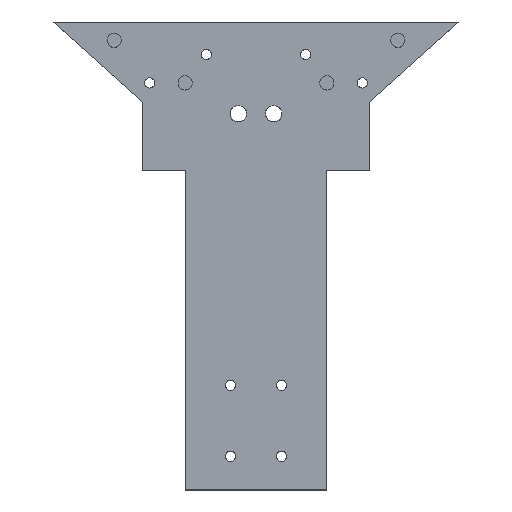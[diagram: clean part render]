
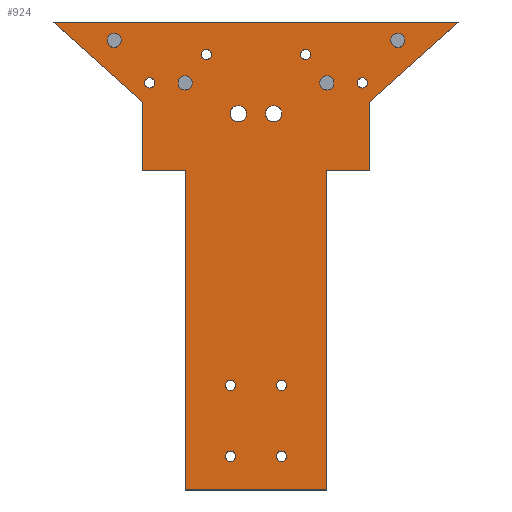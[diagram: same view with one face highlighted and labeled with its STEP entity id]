
A CAD part, top view. The second image highlights one B-rep face of the part: STEP entity #924.
In plain terms, the highlighted planar face has unit normal (0, 0, 1).
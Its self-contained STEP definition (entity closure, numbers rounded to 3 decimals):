
#33=LINE('',#1411,#102);
#39=LINE('',#1423,#108);
#42=LINE('',#1429,#111);
#47=LINE('',#1439,#116);
#51=LINE('',#1447,#120);
#55=LINE('',#1456,#124);
#57=LINE('',#1471,#126);
#58=LINE('',#1473,#127);
#59=LINE('',#1475,#128);
#60=LINE('',#1477,#129);
#102=VECTOR('',#1140,1000.);
#108=VECTOR('',#1148,1000.);
#111=VECTOR('',#1153,1000.);
#116=VECTOR('',#1160,1000.);
#120=VECTOR('',#1166,1000.);
#124=VECTOR('',#1172,1000.);
#126=VECTOR('',#1188,1000.);
#127=VECTOR('',#1189,1000.);
#128=VECTOR('',#1190,1000.);
#129=VECTOR('',#1191,1000.);
#174=PLANE('',#1012);
#253=ORIENTED_EDGE('',*,*,#437,.F.);
#254=ORIENTED_EDGE('',*,*,#435,.F.);
#255=ORIENTED_EDGE('',*,*,#433,.F.);
#256=ORIENTED_EDGE('',*,*,#431,.F.);
#257=ORIENTED_EDGE('',*,*,#474,.T.);
#258=ORIENTED_EDGE('',*,*,#475,.T.);
#259=ORIENTED_EDGE('',*,*,#445,.F.);
#260=ORIENTED_EDGE('',*,*,#443,.F.);
#261=ORIENTED_EDGE('',*,*,#441,.F.);
#262=ORIENTED_EDGE('',*,*,#439,.F.);
#263=ORIENTED_EDGE('',*,*,#476,.T.);
#264=ORIENTED_EDGE('',*,*,#477,.T.);
#265=ORIENTED_EDGE('',*,*,#478,.T.);
#266=ORIENTED_EDGE('',*,*,#479,.T.);
#267=ORIENTED_EDGE('',*,*,#472,.T.);
#268=ORIENTED_EDGE('',*,*,#480,.T.);
#269=ORIENTED_EDGE('',*,*,#481,.T.);
#270=ORIENTED_EDGE('',*,*,#482,.T.);
#271=ORIENTED_EDGE('',*,*,#483,.T.);
#272=ORIENTED_EDGE('',*,*,#450,.T.);
#273=ORIENTED_EDGE('',*,*,#456,.T.);
#274=ORIENTED_EDGE('',*,*,#459,.T.);
#275=ORIENTED_EDGE('',*,*,#464,.T.);
#276=ORIENTED_EDGE('',*,*,#468,.T.);
#431=EDGE_CURVE('',#544,#544,#632,.T.);
#433=EDGE_CURVE('',#546,#546,#634,.T.);
#435=EDGE_CURVE('',#548,#548,#636,.T.);
#437=EDGE_CURVE('',#550,#550,#638,.T.);
#439=EDGE_CURVE('',#552,#552,#640,.T.);
#441=EDGE_CURVE('',#554,#554,#642,.T.);
#443=EDGE_CURVE('',#556,#556,#644,.T.);
#445=EDGE_CURVE('',#558,#558,#646,.T.);
#450=EDGE_CURVE('',#564,#563,#33,.T.);
#456=EDGE_CURVE('',#563,#568,#39,.T.);
#459=EDGE_CURVE('',#568,#570,#42,.T.);
#464=EDGE_CURVE('',#570,#574,#47,.T.);
#468=EDGE_CURVE('',#574,#577,#51,.T.);
#472=EDGE_CURVE('',#577,#581,#55,.T.);
#474=EDGE_CURVE('',#582,#582,#648,.T.);
#475=EDGE_CURVE('',#583,#583,#649,.T.);
#476=EDGE_CURVE('',#584,#584,#650,.T.);
#477=EDGE_CURVE('',#585,#585,#651,.T.);
#478=EDGE_CURVE('',#586,#586,#652,.T.);
#479=EDGE_CURVE('',#587,#587,#653,.T.);
#480=EDGE_CURVE('',#581,#588,#57,.T.);
#481=EDGE_CURVE('',#588,#589,#58,.T.);
#482=EDGE_CURVE('',#589,#590,#59,.T.);
#483=EDGE_CURVE('',#590,#564,#60,.T.);
#544=VERTEX_POINT('',#1365);
#546=VERTEX_POINT('',#1370);
#548=VERTEX_POINT('',#1375);
#550=VERTEX_POINT('',#1380);
#552=VERTEX_POINT('',#1385);
#554=VERTEX_POINT('',#1390);
#556=VERTEX_POINT('',#1395);
#558=VERTEX_POINT('',#1400);
#563=VERTEX_POINT('',#1410);
#564=VERTEX_POINT('',#1412);
#568=VERTEX_POINT('',#1422);
#570=VERTEX_POINT('',#1428);
#574=VERTEX_POINT('',#1438);
#577=VERTEX_POINT('',#1446);
#581=VERTEX_POINT('',#1455);
#582=VERTEX_POINT('',#1460);
#583=VERTEX_POINT('',#1462);
#584=VERTEX_POINT('',#1464);
#585=VERTEX_POINT('',#1466);
#586=VERTEX_POINT('',#1468);
#587=VERTEX_POINT('',#1470);
#588=VERTEX_POINT('',#1472);
#589=VERTEX_POINT('',#1474);
#590=VERTEX_POINT('',#1476);
#632=CIRCLE('',#983,1.8);
#634=CIRCLE('',#986,1.8);
#636=CIRCLE('',#989,1.8);
#638=CIRCLE('',#992,1.8);
#640=CIRCLE('',#995,1.8);
#642=CIRCLE('',#998,1.8);
#644=CIRCLE('',#1001,1.8);
#646=CIRCLE('',#1004,1.8);
#648=CIRCLE('',#1013,2.9);
#649=CIRCLE('',#1014,2.9);
#650=CIRCLE('',#1015,2.5);
#651=CIRCLE('',#1016,2.5);
#652=CIRCLE('',#1017,2.5);
#653=CIRCLE('',#1018,2.5);
#688=EDGE_LOOP('',(#253));
#689=EDGE_LOOP('',(#254));
#690=EDGE_LOOP('',(#255));
#691=EDGE_LOOP('',(#256));
#692=EDGE_LOOP('',(#257));
#693=EDGE_LOOP('',(#258));
#694=EDGE_LOOP('',(#259));
#695=EDGE_LOOP('',(#260));
#696=EDGE_LOOP('',(#261));
#697=EDGE_LOOP('',(#262));
#698=EDGE_LOOP('',(#263));
#699=EDGE_LOOP('',(#264));
#700=EDGE_LOOP('',(#265));
#701=EDGE_LOOP('',(#266));
#702=EDGE_LOOP('',(#267,#268,#269,#270,#271,#272,#273,#274,#275,#276));
#799=FACE_BOUND('',#688,.T.);
#800=FACE_BOUND('',#689,.T.);
#801=FACE_BOUND('',#690,.T.);
#802=FACE_BOUND('',#691,.T.);
#803=FACE_BOUND('',#692,.T.);
#804=FACE_BOUND('',#693,.T.);
#805=FACE_BOUND('',#694,.T.);
#806=FACE_BOUND('',#695,.T.);
#807=FACE_BOUND('',#696,.T.);
#808=FACE_BOUND('',#697,.T.);
#809=FACE_BOUND('',#698,.T.);
#810=FACE_BOUND('',#699,.T.);
#811=FACE_BOUND('',#700,.T.);
#812=FACE_BOUND('',#701,.T.);
#813=FACE_BOUND('',#702,.T.);
#924=ADVANCED_FACE('',(#799,#800,#801,#802,#803,#804,#805,#806,#807,#808,
#809,#810,#811,#812,#813),#174,.T.);
#983=AXIS2_PLACEMENT_3D('',#1364,#1089,#1090);
#986=AXIS2_PLACEMENT_3D('',#1369,#1095,#1096);
#989=AXIS2_PLACEMENT_3D('',#1374,#1101,#1102);
#992=AXIS2_PLACEMENT_3D('',#1379,#1107,#1108);
#995=AXIS2_PLACEMENT_3D('',#1384,#1113,#1114);
#998=AXIS2_PLACEMENT_3D('',#1389,#1119,#1120);
#1001=AXIS2_PLACEMENT_3D('',#1394,#1125,#1126);
#1004=AXIS2_PLACEMENT_3D('',#1399,#1131,#1132);
#1012=AXIS2_PLACEMENT_3D('',#1458,#1174,#1175);
#1013=AXIS2_PLACEMENT_3D('',#1459,#1176,#1177);
#1014=AXIS2_PLACEMENT_3D('',#1461,#1178,#1179);
#1015=AXIS2_PLACEMENT_3D('',#1463,#1180,#1181);
#1016=AXIS2_PLACEMENT_3D('',#1465,#1182,#1183);
#1017=AXIS2_PLACEMENT_3D('',#1467,#1184,#1185);
#1018=AXIS2_PLACEMENT_3D('',#1469,#1186,#1187);
#1089=DIRECTION('',(0.,0.,1.));
#1090=DIRECTION('',(0.,-1.,0.));
#1095=DIRECTION('',(0.,0.,1.));
#1096=DIRECTION('',(0.,-1.,0.));
#1101=DIRECTION('',(0.,0.,1.));
#1102=DIRECTION('',(0.,-1.,0.));
#1107=DIRECTION('',(0.,0.,1.));
#1108=DIRECTION('',(0.,-1.,0.));
#1113=DIRECTION('',(0.,0.,1.));
#1114=DIRECTION('',(0.,-1.,0.));
#1119=DIRECTION('',(0.,0.,1.));
#1120=DIRECTION('',(0.,-1.,0.));
#1125=DIRECTION('',(0.,0.,1.));
#1126=DIRECTION('',(0.,-1.,0.));
#1131=DIRECTION('',(0.,0.,1.));
#1132=DIRECTION('',(0.,-1.,0.));
#1140=DIRECTION('',(-1.,0.,0.));
#1148=DIRECTION('',(0.744,-0.668,0.));
#1153=DIRECTION('',(0.,-1.,0.));
#1160=DIRECTION('',(1.,0.,0.));
#1166=DIRECTION('',(0.,-1.,0.));
#1172=DIRECTION('',(1.,0.,0.));
#1174=DIRECTION('',(0.,0.,1.));
#1175=DIRECTION('',(1.,0.,0.));
#1176=DIRECTION('',(0.,0.,-1.));
#1177=DIRECTION('',(0.,-1.,0.));
#1178=DIRECTION('',(0.,0.,-1.));
#1179=DIRECTION('',(0.,-1.,0.));
#1180=DIRECTION('',(0.,0.,-1.));
#1181=DIRECTION('',(0.,-1.,0.));
#1182=DIRECTION('',(0.,0.,-1.));
#1183=DIRECTION('',(0.,-1.,0.));
#1184=DIRECTION('',(0.,0.,-1.));
#1185=DIRECTION('',(0.,-1.,0.));
#1186=DIRECTION('',(0.,0.,-1.));
#1187=DIRECTION('',(0.,-1.,0.));
#1188=DIRECTION('',(0.,1.,0.));
#1189=DIRECTION('',(1.,0.,0.));
#1190=DIRECTION('',(0.,1.,0.));
#1191=DIRECTION('',(0.744,0.668,0.));
#1364=CARTESIAN_POINT('',(9.,-153.11,12.));
#1365=CARTESIAN_POINT('',(9.,-154.91,12.));
#1369=CARTESIAN_POINT('',(-9.,-153.11,12.));
#1370=CARTESIAN_POINT('',(-9.,-154.91,12.));
#1374=CARTESIAN_POINT('',(-9.,-128.11,12.));
#1375=CARTESIAN_POINT('',(-9.,-129.91,12.));
#1379=CARTESIAN_POINT('',(9.,-128.11,12.));
#1380=CARTESIAN_POINT('',(9.,-129.91,12.));
#1384=CARTESIAN_POINT('',(37.5,-21.48,12.));
#1385=CARTESIAN_POINT('',(37.5,-23.28,12.));
#1389=CARTESIAN_POINT('',(-37.5,-21.48,12.));
#1390=CARTESIAN_POINT('',(-37.5,-23.28,12.));
#1394=CARTESIAN_POINT('',(-17.5,-11.48,12.));
#1395=CARTESIAN_POINT('',(-17.5,-13.28,12.));
#1399=CARTESIAN_POINT('',(17.5,-11.48,12.));
#1400=CARTESIAN_POINT('',(17.5,-13.28,12.));
#1410=CARTESIAN_POINT('',(-71.445,0.,12.));
#1411=CARTESIAN_POINT('',(0.,0.,12.));
#1412=CARTESIAN_POINT('',(71.445,0.,12.));
#1422=CARTESIAN_POINT('',(-40.,-28.216,12.));
#1423=CARTESIAN_POINT('',(-40.,-28.216,12.));
#1428=CARTESIAN_POINT('',(-40.,-52.216,12.));
#1429=CARTESIAN_POINT('',(-40.,-52.216,12.));
#1438=CARTESIAN_POINT('',(-25.,-52.216,12.));
#1439=CARTESIAN_POINT('',(-40.,-52.216,12.));
#1446=CARTESIAN_POINT('',(-25.,-165.,12.));
#1447=CARTESIAN_POINT('',(-25.,-52.216,12.));
#1455=CARTESIAN_POINT('',(25.,-165.,12.));
#1456=CARTESIAN_POINT('',(-25.,-165.,12.));
#1458=CARTESIAN_POINT('',(0.,0.,12.));
#1459=CARTESIAN_POINT('',(6.25,-32.35,12.));
#1460=CARTESIAN_POINT('',(6.25,-35.25,12.));
#1461=CARTESIAN_POINT('',(-6.25,-32.35,12.));
#1462=CARTESIAN_POINT('',(-6.25,-35.25,12.));
#1463=CARTESIAN_POINT('',(-50.,-6.48,12.));
#1464=CARTESIAN_POINT('',(-50.,-8.98,12.));
#1465=CARTESIAN_POINT('',(-25.,-21.48,12.));
#1466=CARTESIAN_POINT('',(-25.,-23.98,12.));
#1467=CARTESIAN_POINT('',(25.,-21.48,12.));
#1468=CARTESIAN_POINT('',(25.,-23.98,12.));
#1469=CARTESIAN_POINT('',(50.,-6.48,12.));
#1470=CARTESIAN_POINT('',(50.,-8.98,12.));
#1471=CARTESIAN_POINT('',(25.,-165.,12.));
#1472=CARTESIAN_POINT('',(25.,-52.216,12.));
#1473=CARTESIAN_POINT('',(25.,-52.216,12.));
#1474=CARTESIAN_POINT('',(40.,-52.216,12.));
#1475=CARTESIAN_POINT('',(40.,-52.216,12.));
#1476=CARTESIAN_POINT('',(40.,-28.216,12.));
#1477=CARTESIAN_POINT('',(40.,-28.216,12.));
